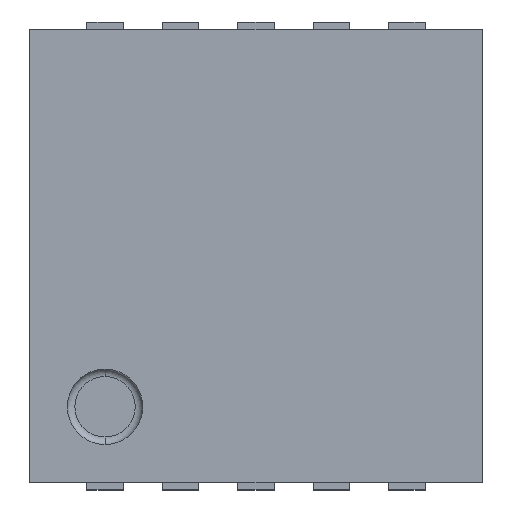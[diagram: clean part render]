
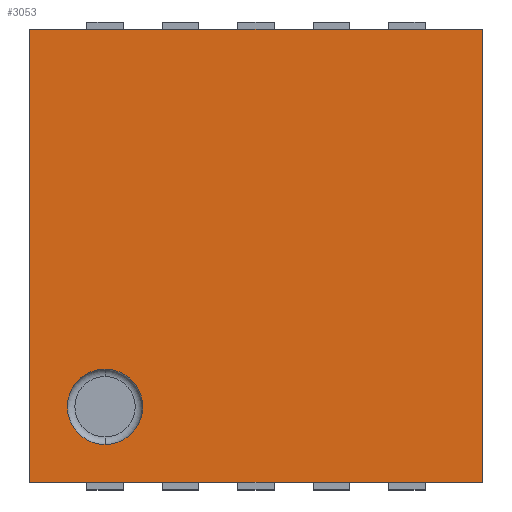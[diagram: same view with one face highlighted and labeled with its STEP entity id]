
A CAD part, top view. The second image highlights one B-rep face of the part: STEP entity #3053.
In plain terms, the highlighted planar face has unit normal (0, 0, 1).
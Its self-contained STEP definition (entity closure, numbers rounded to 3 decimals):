
#2875 = CARTESIAN_POINT ( 'NONE',  ( -1., -0.75, 0.75 ) ) ;
#2876 = VERTEX_POINT ( 'NONE', #2875 ) ;
#2884 = CARTESIAN_POINT ( 'NONE',  ( -1., -1.25, 0.75 ) ) ;
#2885 = VERTEX_POINT ( 'NONE', #2884 ) ;
#2886 = CARTESIAN_POINT ( 'NONE',  ( -1., -1., 0.75 ) ) ;
#2887 = DIRECTION ( 'NONE',  ( 0., 0., 1. ) ) ;
#2888 = DIRECTION ( 'NONE',  ( 0., -1., 0. ) ) ;
#2889 = AXIS2_PLACEMENT_3D ( 'NONE', #2886, #2887, #2888 ) ;
#2890 = CIRCLE ( 'NONE', #2889, 0.25) ;
#2891 = EDGE_CURVE ( 'NONE', #2876, #2885, #2890, .T. ) ;
#2918 = CARTESIAN_POINT ( 'NONE',  ( -1.5, -1.5, 0.75 ) ) ;
#2919 = VERTEX_POINT ( 'NONE', #2918 ) ;
#2926 = CARTESIAN_POINT ( 'NONE',  ( -1.5, 1.5, 0.75 ) ) ;
#2927 = VERTEX_POINT ( 'NONE', #2926 ) ;
#2928 = CARTESIAN_POINT ( 'NONE',  ( -1.5, -1.5, 0.75 ) ) ;
#2929 = DIRECTION ( 'NONE',  ( 0., -1., 0. ) ) ;
#2930 = VECTOR ( 'NONE', #2929, 1000. ) ;
#2931 = LINE ( 'NONE', #2928, #2930 ) ;
#2932 = EDGE_CURVE ( 'NONE', #2927, #2919, #2931, .T. ) ;
#2956 = CARTESIAN_POINT ( 'NONE',  ( 1.5, -1.5, 0.75 ) ) ;
#2957 = VERTEX_POINT ( 'NONE', #2956 ) ;
#2964 = CARTESIAN_POINT ( 'NONE',  ( 1.5, -1.5, 0.75 ) ) ;
#2965 = DIRECTION ( 'NONE',  ( 1., 0., 0. ) ) ;
#2966 = VECTOR ( 'NONE', #2965, 1000. ) ;
#2967 = LINE ( 'NONE', #2964, #2966 ) ;
#2968 = EDGE_CURVE ( 'NONE', #2919, #2957, #2967, .T. ) ;
#2987 = CARTESIAN_POINT ( 'NONE',  ( 1.5, 1.5, 0.75 ) ) ;
#2988 = VERTEX_POINT ( 'NONE', #2987 ) ;
#2995 = CARTESIAN_POINT ( 'NONE',  ( 1.5, -1.5, 0.75 ) ) ;
#2996 = DIRECTION ( 'NONE',  ( 0., 1., 0. ) ) ;
#2997 = VECTOR ( 'NONE', #2996, 1000. ) ;
#2998 = LINE ( 'NONE', #2995, #2997 ) ;
#2999 = EDGE_CURVE ( 'NONE', #2957, #2988, #2998, .T. ) ;
#3017 = CARTESIAN_POINT ( 'NONE',  ( 1.5, 1.5, 0.75 ) ) ;
#3018 = DIRECTION ( 'NONE',  ( -1., 0., 0. ) ) ;
#3019 = VECTOR ( 'NONE', #3018, 1000. ) ;
#3020 = LINE ( 'NONE', #3017, #3019 ) ;
#3021 = EDGE_CURVE ( 'NONE', #2988, #2927, #3020, .T. ) ;
#3032 = CARTESIAN_POINT ( 'NONE',  ( -1., -1., 0.75 ) ) ;
#3033 = DIRECTION ( 'NONE',  ( 0., 0., 1. ) ) ;
#3034 = DIRECTION ( 'NONE',  ( 0., -1., 0. ) ) ;
#3035 = AXIS2_PLACEMENT_3D ( 'NONE', #3032, #3033, #3034 ) ;
#3036 = CIRCLE ( 'NONE', #3035, 0.25) ;
#3037 = EDGE_CURVE ( 'NONE', #2885, #2876, #3036, .T. ) ;
#3038 = ORIENTED_EDGE ( 'NONE', *, *, #3037, .F. ) ;
#3039 = ORIENTED_EDGE ( 'NONE', *, *, #2891, .F. ) ;
#3040 = EDGE_LOOP ( 'NONE', ( #3038, #3039 ) ) ;
#3041 = FACE_BOUND ( 'NONE', #3040, .T. ) ;
#3042 = ORIENTED_EDGE ( 'NONE', *, *, #2932, .T. ) ;
#3043 = ORIENTED_EDGE ( 'NONE', *, *, #2968, .T. ) ;
#3044 = ORIENTED_EDGE ( 'NONE', *, *, #2999, .T. ) ;
#3045 = ORIENTED_EDGE ( 'NONE', *, *, #3021, .T. ) ;
#3046 = EDGE_LOOP ( 'NONE', ( #3042, #3043, #3044, #3045 ) ) ;
#3047 = FACE_OUTER_BOUND ( 'NONE', #3046, .T. ) ;
#3048 = CARTESIAN_POINT ( 'NONE',  ( 0., 0., 0.75 ) ) ;
#3049 = DIRECTION ( 'NONE',  ( 0., 0., 1. ) ) ;
#3050 = DIRECTION ( 'NONE',  ( 0., -1., 0. ) ) ;
#3051 = AXIS2_PLACEMENT_3D ( 'NONE', #3048, #3049, #3050 ) ;
#3052 = PLANE ( 'NONE', #3051 ) ;
#3053 = ADVANCED_FACE ( 'NONE', ( #3041, #3047 ), #3052, .T. ) ;
